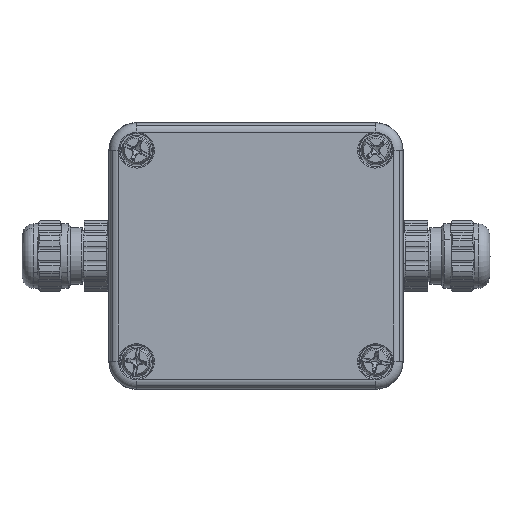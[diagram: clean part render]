
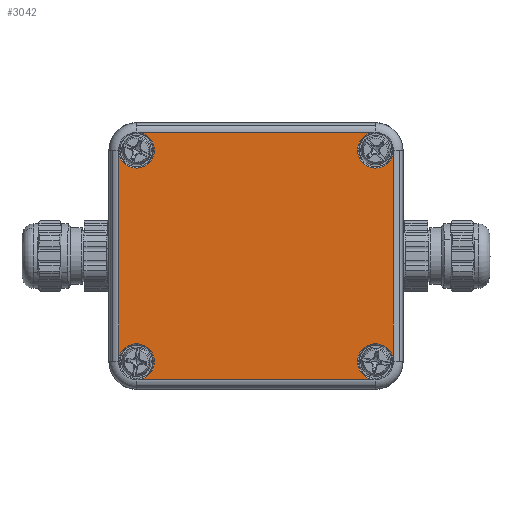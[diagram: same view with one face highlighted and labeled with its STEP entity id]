
A CAD part, top view. The second image highlights one B-rep face of the part: STEP entity #3042.
In plain terms, the highlighted planar face has unit normal (0, 0, 1).
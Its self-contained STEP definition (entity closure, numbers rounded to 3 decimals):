
#3042=ADVANCED_FACE('',(#8176),#8177,.F.);
#8176=FACE_OUTER_BOUND('',#15143,.T.);
#8177=PLANE('',#15144);
#15143=EDGE_LOOP('',(#28041,#28042,#28043,#28044,#28045,#28046,#28047,#28048,#28049,#28050,#28051,#28052));
#15144=AXIS2_PLACEMENT_3D('',#28053,#28054,#28055);
#28041=ORIENTED_EDGE('',*,*,#39848,.F.);
#28042=ORIENTED_EDGE('',*,*,#39790,.F.);
#28043=ORIENTED_EDGE('',*,*,#39853,.F.);
#28044=ORIENTED_EDGE('',*,*,#41343,.F.);
#28045=ORIENTED_EDGE('',*,*,#39811,.F.);
#28046=ORIENTED_EDGE('',*,*,#39864,.F.);
#28047=ORIENTED_EDGE('',*,*,#41338,.F.);
#28048=ORIENTED_EDGE('',*,*,#39804,.F.);
#28049=ORIENTED_EDGE('',*,*,#41340,.F.);
#28050=ORIENTED_EDGE('',*,*,#39859,.F.);
#28051=ORIENTED_EDGE('',*,*,#39797,.F.);
#28052=ORIENTED_EDGE('',*,*,#41344,.F.);
#28053=CARTESIAN_POINT('',(0.,0.,7.6));
#28054=DIRECTION('',(0.0,0.0,-1.0));
#28055=DIRECTION('',(0.0,-1.0,0.0));
#39790=EDGE_CURVE('',#46776,#46778,#46779,.T.);
#39797=EDGE_CURVE('',#46789,#46791,#46792,.T.);
#39804=EDGE_CURVE('',#46802,#46804,#46805,.T.);
#39811=EDGE_CURVE('',#46815,#46817,#46818,.T.);
#39848=EDGE_CURVE('',#46778,#46869,#46875,.T.);
#39853=EDGE_CURVE('',#46881,#46776,#46883,.T.);
#39859=EDGE_CURVE('',#46791,#46887,#46892,.T.);
#39864=EDGE_CURVE('',#46898,#46815,#46900,.T.);
#41338=EDGE_CURVE('',#46804,#46898,#49034,.T.);
#41340=EDGE_CURVE('',#46887,#46802,#49036,.T.);
#41343=EDGE_CURVE('',#46817,#46881,#49039,.T.);
#41344=EDGE_CURVE('',#46869,#46789,#49040,.T.);
#46776=VERTEX_POINT('',#56853);
#46778=VERTEX_POINT('',#56860);
#46779=LINE('',#56861,#56862);
#46789=VERTEX_POINT('',#56880);
#46791=VERTEX_POINT('',#56887);
#46792=LINE('',#56888,#56889);
#46802=VERTEX_POINT('',#56907);
#46804=VERTEX_POINT('',#56914);
#46805=LINE('',#56915,#56916);
#46815=VERTEX_POINT('',#56934);
#46817=VERTEX_POINT('',#56941);
#46818=LINE('',#56942,#56943);
#46869=VERTEX_POINT('',#57013);
#46875=CIRCLE('',#57019,3.894);
#46881=VERTEX_POINT('',#57025);
#46883=CIRCLE('',#57027,3.894);
#46887=VERTEX_POINT('',#57031);
#46892=CIRCLE('',#57036,3.894);
#46898=VERTEX_POINT('',#57042);
#46900=CIRCLE('',#57044,3.894);
#49034=CIRCLE('',#62132,3.894);
#49036=CIRCLE('',#62134,3.894);
#49039=CIRCLE('',#62137,3.894);
#49040=CIRCLE('',#62138,3.894);
#56853=CARTESIAN_POINT('',(25.638,-26.878,7.6));
#56860=CARTESIAN_POINT('',(-25.638,-26.878,7.6));
#56861=CARTESIAN_POINT('',(25.638,-26.878,7.6));
#56862=VECTOR('',#76024,51.276);
#56880=CARTESIAN_POINT('',(-29.878,-22.638,7.6));
#56887=CARTESIAN_POINT('',(-29.878,22.638,7.6));
#56888=CARTESIAN_POINT('',(-29.878,-22.638,7.6));
#56889=VECTOR('',#76032,45.276);
#56907=CARTESIAN_POINT('',(-25.638,26.878,7.6));
#56914=CARTESIAN_POINT('',(25.638,26.878,7.6));
#56915=CARTESIAN_POINT('',(-25.638,26.878,7.6));
#56916=VECTOR('',#76040,51.276);
#56934=CARTESIAN_POINT('',(29.878,22.638,7.6));
#56941=CARTESIAN_POINT('',(29.878,-22.638,7.6));
#56942=CARTESIAN_POINT('',(29.878,22.638,7.6));
#56943=VECTOR('',#76048,45.276);
#57013=CARTESIAN_POINT('',(-22.106,-23.0,7.6));
#57019=AXIS2_PLACEMENT_3D('',#76109,#76110,#76111);
#57025=CARTESIAN_POINT('',(22.106,-23.0,7.6));
#57027=AXIS2_PLACEMENT_3D('',#76121,#76122,#76123);
#57031=CARTESIAN_POINT('',(-22.106,23.0,7.6));
#57036=AXIS2_PLACEMENT_3D('',#76136,#76137,#76138);
#57042=CARTESIAN_POINT('',(22.106,23.0,7.6));
#57044=AXIS2_PLACEMENT_3D('',#76148,#76149,#76150);
#62132=AXIS2_PLACEMENT_3D('',#77690,#77691,#77692);
#62134=AXIS2_PLACEMENT_3D('',#77693,#77694,#77695);
#62137=AXIS2_PLACEMENT_3D('',#77699,#77700,#77701);
#62138=AXIS2_PLACEMENT_3D('',#77702,#77703,#77704);
#76024=DIRECTION('',(-1.0,0.0,0.0));
#76032=DIRECTION('',(0.0,1.0,0.0));
#76040=DIRECTION('',(1.0,0.0,0.0));
#76048=DIRECTION('',(0.0,-1.0,0.0));
#76109=CARTESIAN_POINT('',(-26.0,-23.0,7.6));
#76110=DIRECTION('',(0.0,0.0,1.0));
#76111=DIRECTION('',(1.0,0.0,0.0));
#76121=CARTESIAN_POINT('',(26.0,-23.0,7.6));
#76122=DIRECTION('',(0.0,0.0,1.0));
#76123=DIRECTION('',(1.0,0.0,0.0));
#76136=CARTESIAN_POINT('',(-26.0,23.0,7.6));
#76137=DIRECTION('',(0.0,0.0,1.0));
#76138=DIRECTION('',(1.0,0.0,0.0));
#76148=CARTESIAN_POINT('',(26.0,23.0,7.6));
#76149=DIRECTION('',(0.0,0.0,1.0));
#76150=DIRECTION('',(1.0,0.0,0.0));
#77690=CARTESIAN_POINT('',(26.0,23.0,7.6));
#77691=DIRECTION('',(0.0,0.0,1.0));
#77692=DIRECTION('',(1.0,0.0,0.0));
#77693=CARTESIAN_POINT('',(-26.0,23.0,7.6));
#77694=DIRECTION('',(0.0,0.0,1.0));
#77695=DIRECTION('',(1.0,0.0,0.0));
#77699=CARTESIAN_POINT('',(26.0,-23.0,7.6));
#77700=DIRECTION('',(0.0,0.0,1.0));
#77701=DIRECTION('',(1.0,0.0,0.0));
#77702=CARTESIAN_POINT('',(-26.0,-23.0,7.6));
#77703=DIRECTION('',(0.0,0.0,1.0));
#77704=DIRECTION('',(1.0,0.0,0.0));
